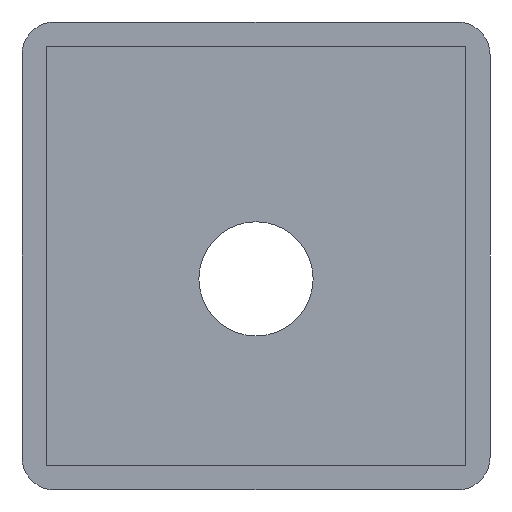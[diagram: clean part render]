
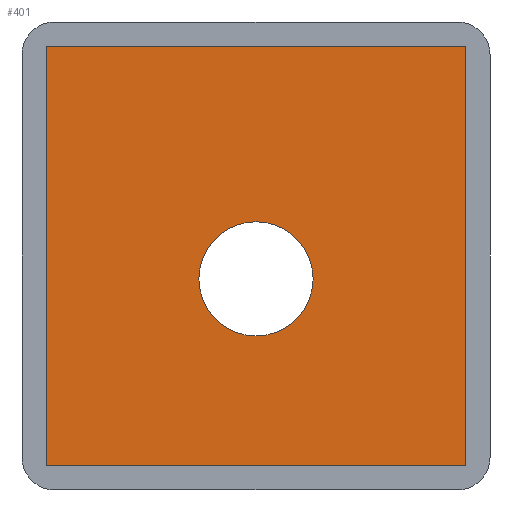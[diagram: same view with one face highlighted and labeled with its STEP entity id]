
A CAD part, front view. The second image highlights one B-rep face of the part: STEP entity #401.
In plain terms, the highlighted planar face has unit normal (0, -1, 0).
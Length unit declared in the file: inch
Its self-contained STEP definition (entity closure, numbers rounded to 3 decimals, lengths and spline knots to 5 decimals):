
#16=FACE_BOUND('',#76,.T.);
#28=CIRCLE('',#447,0.105);
#51=FACE_OUTER_BOUND('',#75,.T.);
#75=EDGE_LOOP('',(#323,#324,#325,#326));
#76=EDGE_LOOP('',(#327));
#113=LINE('',#643,#155);
#116=LINE('',#648,#158);
#118=LINE('',#652,#160);
#119=LINE('',#654,#161);
#155=VECTOR('',#522,0.3937);
#158=VECTOR('',#527,0.3937);
#160=VECTOR('',#531,0.3937);
#161=VECTOR('',#534,0.3937);
#197=VERTEX_POINT('',#640);
#198=VERTEX_POINT('',#642);
#199=VERTEX_POINT('',#646);
#200=VERTEX_POINT('',#650);
#201=VERTEX_POINT('',#656);
#241=EDGE_CURVE('',#197,#198,#113,.T.);
#244=EDGE_CURVE('',#199,#197,#116,.T.);
#246=EDGE_CURVE('',#200,#199,#118,.T.);
#247=EDGE_CURVE('',#198,#200,#119,.T.);
#248=EDGE_CURVE('',#201,#201,#28,.T.);
#323=ORIENTED_EDGE('',*,*,#247,.F.);
#324=ORIENTED_EDGE('',*,*,#241,.F.);
#325=ORIENTED_EDGE('',*,*,#244,.F.);
#326=ORIENTED_EDGE('',*,*,#246,.F.);
#327=ORIENTED_EDGE('',*,*,#248,.F.);
#380=PLANE('',#446);
#401=ADVANCED_FACE('',(#51,#16),#380,.F.);
#446=AXIS2_PLACEMENT_3D('',#655,#535,#536);
#447=AXIS2_PLACEMENT_3D('',#657,#537,#538);
#522=DIRECTION('',(-1.,0.,0.));
#527=DIRECTION('',(0.,0.,-1.));
#531=DIRECTION('',(1.,0.,0.));
#534=DIRECTION('',(0.,0.,1.));
#535=DIRECTION('center_axis',(0.,1.,0.));
#536=DIRECTION('ref_axis',(0.,0.,1.));
#537=DIRECTION('center_axis',(0.,-1.,0.));
#538=DIRECTION('ref_axis',(1.,0.,0.));
#640=CARTESIAN_POINT('',(0.38039,0.41,-0.34214));
#642=CARTESIAN_POINT('',(-0.38961,0.41,-0.34214));
#643=CARTESIAN_POINT('',(0.38039,0.41,-0.34214));
#646=CARTESIAN_POINT('',(0.38039,0.41,0.42786));
#648=CARTESIAN_POINT('',(0.38039,0.41,0.42786));
#650=CARTESIAN_POINT('',(-0.38961,0.41,0.42786));
#652=CARTESIAN_POINT('',(-0.38961,0.41,0.42786));
#654=CARTESIAN_POINT('',(-0.38961,0.41,-0.34214));
#655=CARTESIAN_POINT('Origin',(-0.00461,0.41,0.04286));
#656=CARTESIAN_POINT('',(-0.10961,0.41,0.00086));
#657=CARTESIAN_POINT('Origin',(-0.00461,0.41,0.00086));
